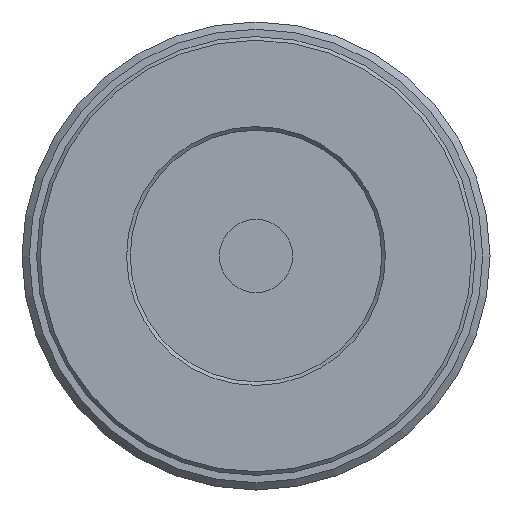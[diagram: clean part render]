
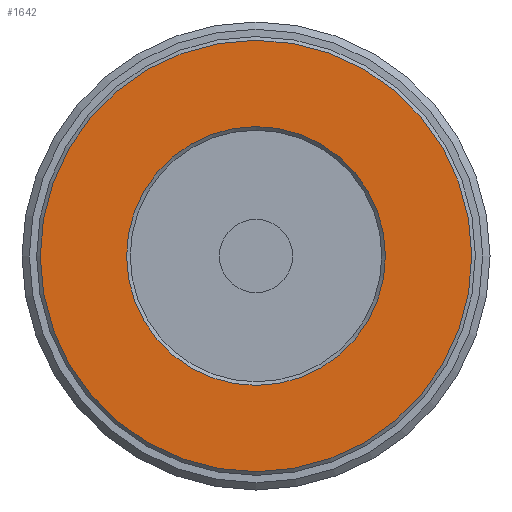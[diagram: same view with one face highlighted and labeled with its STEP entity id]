
A CAD part, front view. The second image highlights one B-rep face of the part: STEP entity #1642.
In plain terms, the highlighted planar face has unit normal (0, -1, 0).
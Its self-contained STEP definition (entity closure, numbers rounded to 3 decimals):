
#66=FACE_BOUND('',#277,.T.);
#88=PLANE('',#1797);
#172=FACE_OUTER_BOUND('',#276,.T.);
#276=EDGE_LOOP('',(#1210));
#277=EDGE_LOOP('',(#1211));
#662=CIRCLE('',#1760,14.75);
#667=CIRCLE('',#1767,8.85);
#750=VERTEX_POINT('',#2475);
#755=VERTEX_POINT('',#2489);
#906=EDGE_CURVE('',#750,#750,#662,.T.);
#913=EDGE_CURVE('',#755,#755,#667,.T.);
#1210=ORIENTED_EDGE('',*,*,#906,.T.);
#1211=ORIENTED_EDGE('',*,*,#913,.T.);
#1642=ADVANCED_FACE('',(#172,#66),#88,.F.);
#1760=AXIS2_PLACEMENT_3D('',#2477,#1968,#1969);
#1767=AXIS2_PLACEMENT_3D('',#2491,#1984,#1985);
#1797=AXIS2_PLACEMENT_3D('',#2547,#2054,#2055);
#1968=DIRECTION('center_axis',(0.,-1.,0.));
#1969=DIRECTION('ref_axis',(0.001,0.,-1.));
#1984=DIRECTION('center_axis',(0.,1.,0.));
#1985=DIRECTION('ref_axis',(0.001,0.,-1.));
#2054=DIRECTION('center_axis',(0.,1.,0.));
#2055=DIRECTION('ref_axis',(0.001,0.,-1.));
#2475=CARTESIAN_POINT('',(-0.016,-22.,14.75));
#2477=CARTESIAN_POINT('Origin',(0.,-22.,0.));
#2489=CARTESIAN_POINT('',(0.009,-22.,-8.85));
#2491=CARTESIAN_POINT('Origin',(0.,-22.,0.));
#2547=CARTESIAN_POINT('Origin',(-0.009,-22.,8.6));
